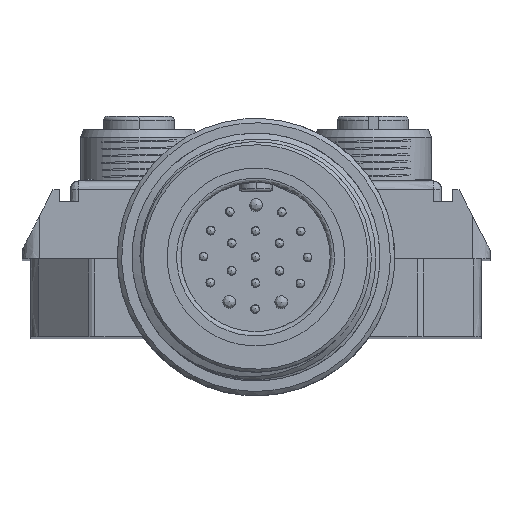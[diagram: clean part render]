
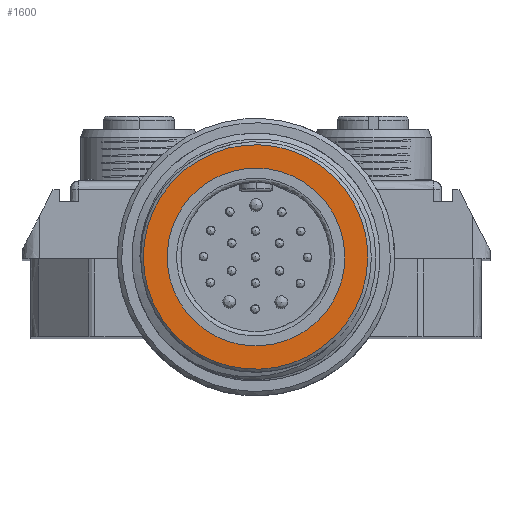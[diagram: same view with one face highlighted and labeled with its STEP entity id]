
A CAD part, top view. The second image highlights one B-rep face of the part: STEP entity #1600.
In plain terms, the highlighted free-form (B-spline) face has degree [1, 1] with [2, 2] control points.
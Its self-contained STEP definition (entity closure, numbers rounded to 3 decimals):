
#1565=CARTESIAN_POINT('',(-162.733,-153.733,96.5));
#1566=CARTESIAN_POINT('',(-162.733,171.733,96.5));
#1567=CARTESIAN_POINT('',(162.733,-153.733,96.5));
#1568=CARTESIAN_POINT('',(162.733,171.733,96.5));
#1569=B_SPLINE_SURFACE_WITH_KNOTS('',1,1,((#1565,#1566),(#1567,#1568)),.PLANE_SURF.,.F.,.F.,.U.,(2,2),(2,2),(0.,1.),(0.,1.),.UNSPECIFIED.);
#1570=CARTESIAN_POINT('',(12.9,9.,96.5));
#1571=VERTEX_POINT('',#1570);
#1572=CARTESIAN_POINT('',(12.9,9.,96.5));
#1573=CARTESIAN_POINT('',(12.9,-3.95,96.5));
#1574=CARTESIAN_POINT('',(-0.05,-3.95,96.5));
#1575=CARTESIAN_POINT('',(-13.,-3.95,96.5));
#1576=CARTESIAN_POINT('',(-13.,9.,96.5));
#1577=CARTESIAN_POINT('',(-13.,21.95,96.5));
#1578=CARTESIAN_POINT('',(-0.05,21.95,96.5));
#1579=CARTESIAN_POINT('',(12.9,21.95,96.5));
#1580=CARTESIAN_POINT('',(12.9,9.,96.5));
#1581=(BOUNDED_CURVE()B_SPLINE_CURVE(2,(#1572,#1573,#1574,#1575,#1576,#1577,#1578,#1579,#1580),.CIRCULAR_ARC.,.T.,.U.)B_SPLINE_CURVE_WITH_KNOTS((3,2,2,2,3),(0.,0.25,0.5,0.75,1.),.UNSPECIFIED.)CURVE()GEOMETRIC_REPRESENTATION_ITEM()RATIONAL_B_SPLINE_CURVE((1.,0.707,1.,0.707,1.,0.707,1.,0.707,1.))REPRESENTATION_ITEM(''));
#1582=EDGE_CURVE('',#1571,#1571,#1581,.T.);
#1583=ORIENTED_EDGE('',*,*,#1582,.F.);
#1584=EDGE_LOOP('',(#1583));
#1585=FACE_OUTER_BOUND('',#1584,.T.);
#1586=CARTESIAN_POINT('',(10.25,9.,96.5));
#1587=VERTEX_POINT('',#1586);
#1588=CARTESIAN_POINT('',(10.25,9.,96.5));
#1589=CARTESIAN_POINT('',(10.25,26.754,96.5));
#1590=CARTESIAN_POINT('',(-5.125,17.877,96.5));
#1591=CARTESIAN_POINT('',(-20.5,9.,96.5));
#1592=CARTESIAN_POINT('',(-5.125,0.123,96.5));
#1593=CARTESIAN_POINT('',(10.25,-8.754,96.5));
#1594=CARTESIAN_POINT('',(10.25,9.,96.5));
#1595=(BOUNDED_CURVE()B_SPLINE_CURVE(2,(#1588,#1589,#1590,#1591,#1592,#1593,#1594),.CIRCULAR_ARC.,.T.,.U.)B_SPLINE_CURVE_WITH_KNOTS((3,2,2,3),(0.,0.333,0.667,1.),.UNSPECIFIED.)CURVE()GEOMETRIC_REPRESENTATION_ITEM()RATIONAL_B_SPLINE_CURVE((1.,0.5,1.,0.5,1.,0.5,1.))REPRESENTATION_ITEM(''));
#1596=EDGE_CURVE('',#1587,#1587,#1595,.T.);
#1597=ORIENTED_EDGE('',*,*,#1596,.F.);
#1598=EDGE_LOOP('',(#1597));
#1599=FACE_BOUND('',#1598,.T.);
#1600=ADVANCED_FACE('',(#1585,#1599),#1569,.T.);
